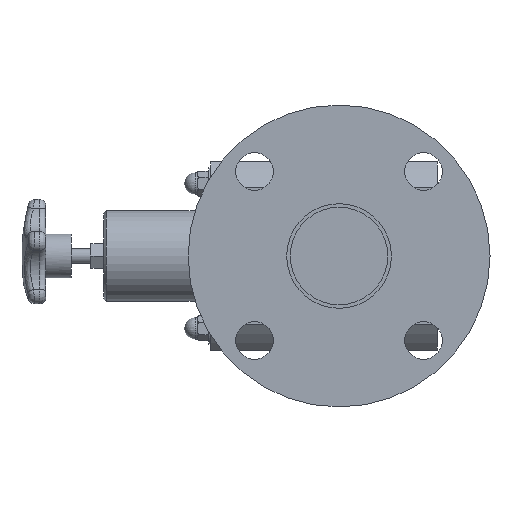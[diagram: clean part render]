
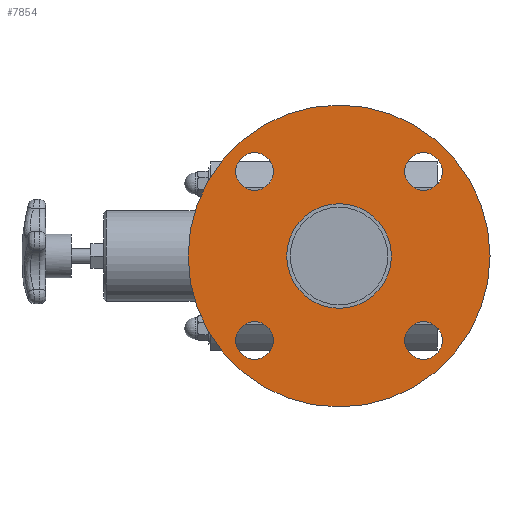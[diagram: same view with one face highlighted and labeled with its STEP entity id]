
A CAD part, left-side view. The second image highlights one B-rep face of the part: STEP entity #7854.
In plain terms, the highlighted planar face has unit normal (-1, 0, 0).
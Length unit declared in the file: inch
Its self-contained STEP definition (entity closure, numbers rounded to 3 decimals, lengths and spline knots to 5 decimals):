
#7707=CARTESIAN_POINT('',(-4.515,0.64362,-1.67938));
#7708=VERTEX_POINT('',#7707);
#7709=CARTESIAN_POINT('',(-4.515,0.26862,-1.67938));
#7710=DIRECTION('',(1.0,0.0,0.0));
#7711=DIRECTION('',(0.0,-1.0,0.0));
#7712=AXIS2_PLACEMENT_3D('',#7709,#7710,#7711);
#7713=CIRCLE('',#7712,0.375);
#7714=EDGE_CURVE('',#7708,#7708,#7713,.T.);
#7735=CARTESIAN_POINT('',(-4.515,0.26862,1.30438));
#7736=VERTEX_POINT('',#7735);
#7737=CARTESIAN_POINT('',(-4.515,0.26862,1.67938));
#7738=DIRECTION('',(1.0,0.0,0.0));
#7739=DIRECTION('',(0.0,0.0,1.0));
#7740=AXIS2_PLACEMENT_3D('',#7737,#7738,#7739);
#7741=CIRCLE('',#7740,0.375);
#7742=EDGE_CURVE('',#7736,#7736,#7741,.T.);
#7763=CARTESIAN_POINT('',(-4.515,3.25238,1.67938));
#7764=VERTEX_POINT('',#7763);
#7765=CARTESIAN_POINT('',(-4.515,3.62738,1.67938));
#7766=DIRECTION('',(1.0,0.0,0.0));
#7767=DIRECTION('',(0.0,1.0,0.0));
#7768=AXIS2_PLACEMENT_3D('',#7765,#7766,#7767);
#7769=CIRCLE('',#7768,0.375);
#7770=EDGE_CURVE('',#7764,#7764,#7769,.T.);
#7791=CARTESIAN_POINT('',(-4.515,3.62738,-1.30438));
#7792=VERTEX_POINT('',#7791);
#7793=CARTESIAN_POINT('',(-4.515,3.62738,-1.67938));
#7794=DIRECTION('',(1.0,0.0,0.0));
#7795=DIRECTION('',(0.0,0.0,-1.0));
#7796=AXIS2_PLACEMENT_3D('',#7793,#7794,#7795);
#7797=CIRCLE('',#7796,0.375);
#7798=EDGE_CURVE('',#7792,#7792,#7797,.T.);
#7808=CARTESIAN_POINT('',(-4.515,1.948,-1.04));
#7809=VERTEX_POINT('',#7808);
#7810=CARTESIAN_POINT('',(-4.515,1.948,0.));
#7811=DIRECTION('',(1.0,0.0,0.0));
#7812=DIRECTION('',(0.0,0.0,-1.0));
#7813=AXIS2_PLACEMENT_3D('',#7810,#7811,#7812);
#7814=CIRCLE('',#7813,1.04);
#7815=EDGE_CURVE('',#7809,#7809,#7814,.T.);
#7823=CARTESIAN_POINT('',(-4.515,1.948,-2.02));
#7824=DIRECTION('',(-1.0,0.0,0.0));
#7825=DIRECTION('',(0.0,-1.0,0.0));
#7826=AXIS2_PLACEMENT_3D('',#7823,#7824,#7825);
#7827=PLANE('',#7826);
#7828=CARTESIAN_POINT('',(-4.515,1.948,-3.0));
#7829=VERTEX_POINT('',#7828);
#7830=CARTESIAN_POINT('',(-4.515,1.948,0.));
#7831=DIRECTION('',(1.0,0.0,0.0));
#7832=DIRECTION('',(0.0,0.0,-1.0));
#7833=AXIS2_PLACEMENT_3D('',#7830,#7831,#7832);
#7834=CIRCLE('',#7833,3.0);
#7835=EDGE_CURVE('',#7829,#7829,#7834,.T.);
#7836=ORIENTED_EDGE('',*,*,#7835,.F.);
#7837=EDGE_LOOP('',(#7836));
#7838=FACE_OUTER_BOUND('',#7837,.T.);
#7839=ORIENTED_EDGE('',*,*,#7714,.T.);
#7840=EDGE_LOOP('',(#7839));
#7841=FACE_BOUND('',#7840,.T.);
#7842=ORIENTED_EDGE('',*,*,#7742,.T.);
#7843=EDGE_LOOP('',(#7842));
#7844=FACE_BOUND('',#7843,.T.);
#7845=ORIENTED_EDGE('',*,*,#7770,.T.);
#7846=EDGE_LOOP('',(#7845));
#7847=FACE_BOUND('',#7846,.T.);
#7848=ORIENTED_EDGE('',*,*,#7798,.T.);
#7849=EDGE_LOOP('',(#7848));
#7850=FACE_BOUND('',#7849,.T.);
#7851=ORIENTED_EDGE('',*,*,#7815,.T.);
#7852=EDGE_LOOP('',(#7851));
#7853=FACE_BOUND('',#7852,.T.);
#7854=ADVANCED_FACE('',(#7838,#7841,#7844,#7847,#7850,#7853),#7827,.T.);
